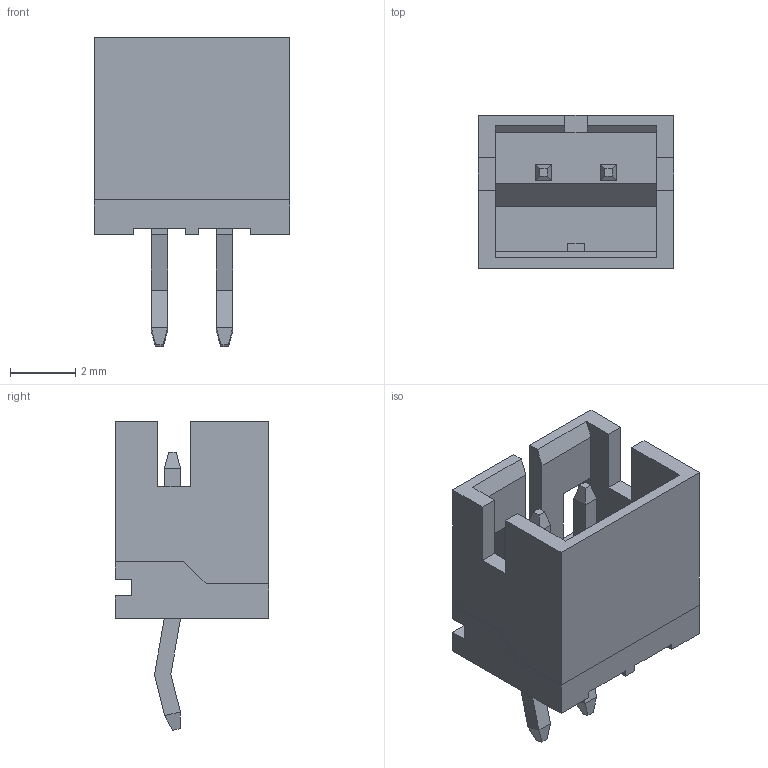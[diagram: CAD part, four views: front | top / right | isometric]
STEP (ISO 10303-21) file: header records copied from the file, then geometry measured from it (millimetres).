
FILE_DESCRIPTION(('FreeCAD Model'),'2;1');
FILE_NAME('Open CASCADE Shape Model','2022-12-06T20:52:26',( 'kicad StepUp'),('ksu MCAD'),'Open CASCADE STEP processor 7.6', 'FreeCAD','Unknown');
FILE_SCHEMA(('AUTOMOTIVE_DESIGN { 1 0 10303 214 1 1 1 1 }'));
Length unit declared in the file: millimetre
Products named in the file (1): TE_440054-2_1x02_P2.00mm_Vertical
Bounding box: 6 x 4.7 x 9.48 mm (x, y, z)
Volume: 80.2 mm3; surface area: 300.2 mm2
Topology: 3 solids, 3 shells, 97 faces, 263 edges, 170 vertices
Faces by surface type: plane 81, bspline 16
Entity records: 3678 total; most frequent: CARTESIAN_POINT 595, ORIENTED_EDGE 526, DIRECTION 411, EDGE_CURVE 263, LINE 247, VECTOR 247, VERTEX_POINT 170, PRESENTATION_STYLE_ASSIGNMENT 100
